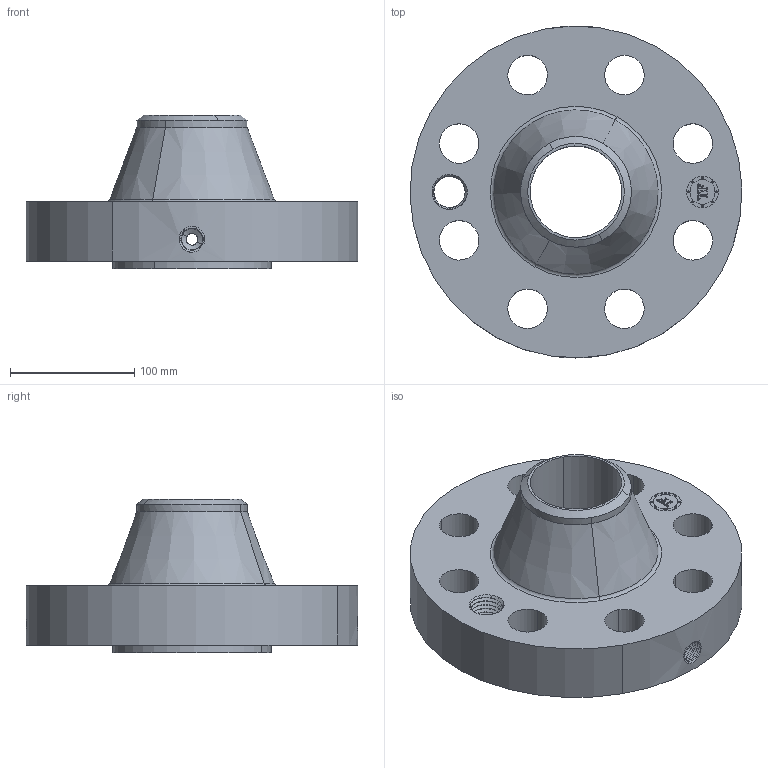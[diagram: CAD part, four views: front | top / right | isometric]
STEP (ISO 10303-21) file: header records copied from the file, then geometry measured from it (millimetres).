
FILE_DESCRIPTION(('3D STEP'),'2;1');
FILE_NAME('3-1500-RF-WELD-NECK-XH-ORIF-FLANGE.stp','2013-11-03T20:41:54+00:00',('Texas Flange'),(''),'CATIA Version 5 Release 20 SP 6 (IN-10)','CATIA V5 STEP AP214','800-826-3801');
FILE_SCHEMA(('AUTOMOTIVE_DESIGN { 1 0 10303 214 1 1 1 1 }'));
Length unit declared in the file: inch
Products named in the file (1): 3-1500-RF-WELD-NECK-XH-ORIF-FLANGE
Bounding box: 266.63 x 266.7 x 123.7 mm (x, y, z)
Volume: 2512201.1 mm3; surface area: 229157.9 mm2
Topology: 1 solids, 1 shells, 760 faces, 2064 edges, 1325 vertices
Faces by surface type: plane 369, bspline 245, cylinder 90, cone 50, revolution 4, torus 2
Entity records: 31783 total; most frequent: CARTESIAN_POINT 12785, ORIENTED_EDGE 4128, DIRECTION 2067, EDGE_CURVE 2064, VERTEX_POINT 1325, VECTOR 1179, LINE 1179, EDGE_LOOP 803
